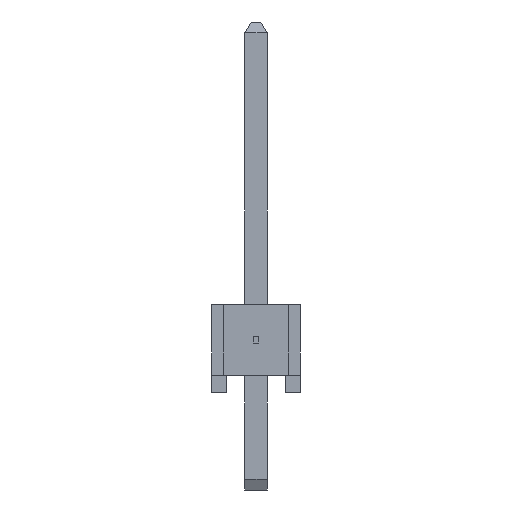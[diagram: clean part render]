
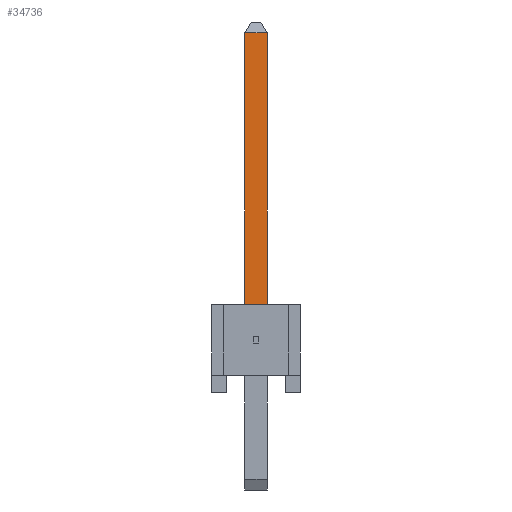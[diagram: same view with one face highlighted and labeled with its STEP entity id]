
A CAD part, left-side view. The second image highlights one B-rep face of the part: STEP entity #34736.
In plain terms, the highlighted planar face has unit normal (-1, 0, 0).
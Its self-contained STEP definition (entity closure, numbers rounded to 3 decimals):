
#34736 = ADVANCED_FACE('',(#34737),#34771,.F.);
#34737 = FACE_BOUND('',#34738,.T.);
#34738 = EDGE_LOOP('',(#34739,#34749,#34757,#34765));
#34739 = ORIENTED_EDGE('',*,*,#34740,.T.);
#34740 = EDGE_CURVE('',#34741,#34743,#34745,.T.);
#34741 = VERTEX_POINT('',#34742);
#34742 = CARTESIAN_POINT('',(-34.608,13.157,0.318));
#34743 = VERTEX_POINT('',#34744);
#34744 = CARTESIAN_POINT('',(-34.608,13.157,-0.318));
#34745 = LINE('',#34746,#34747);
#34746 = CARTESIAN_POINT('',(-34.608,13.157,2.54));
#34747 = VECTOR('',#34748,1.);
#34748 = DIRECTION('',(0.,0.,-1.));
#34749 = ORIENTED_EDGE('',*,*,#34750,.T.);
#34750 = EDGE_CURVE('',#34743,#34751,#34753,.T.);
#34751 = VERTEX_POINT('',#34752);
#34752 = CARTESIAN_POINT('',(-34.608,4.191,-0.318));
#34753 = LINE('',#34754,#34755);
#34754 = CARTESIAN_POINT('',(-34.608,13.462,-0.318));
#34755 = VECTOR('',#34756,1.);
#34756 = DIRECTION('',(0.,-1.,0.));
#34757 = ORIENTED_EDGE('',*,*,#34758,.F.);
#34758 = EDGE_CURVE('',#34759,#34751,#34761,.T.);
#34759 = VERTEX_POINT('',#34760);
#34760 = CARTESIAN_POINT('',(-34.608,4.191,0.318));
#34761 = LINE('',#34762,#34763);
#34762 = CARTESIAN_POINT('',(-34.608,4.191,0.318));
#34763 = VECTOR('',#34764,1.);
#34764 = DIRECTION('',(0.,0.,-1.));
#34765 = ORIENTED_EDGE('',*,*,#34766,.F.);
#34766 = EDGE_CURVE('',#34741,#34759,#34767,.T.);
#34767 = LINE('',#34768,#34769);
#34768 = CARTESIAN_POINT('',(-34.608,13.462,0.318));
#34769 = VECTOR('',#34770,1.);
#34770 = DIRECTION('',(0.,-1.,0.));
#34771 = PLANE('',#34772);
#34772 = AXIS2_PLACEMENT_3D('',#34773,#34774,#34775);
#34773 = CARTESIAN_POINT('',(-34.608,13.462,0.318));
#34774 = DIRECTION('',(1.,0.,0.));
#34775 = DIRECTION('',(0.,0.,-1.));
